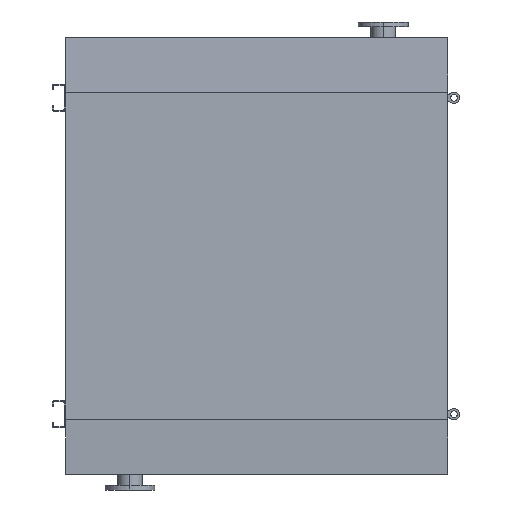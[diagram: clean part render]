
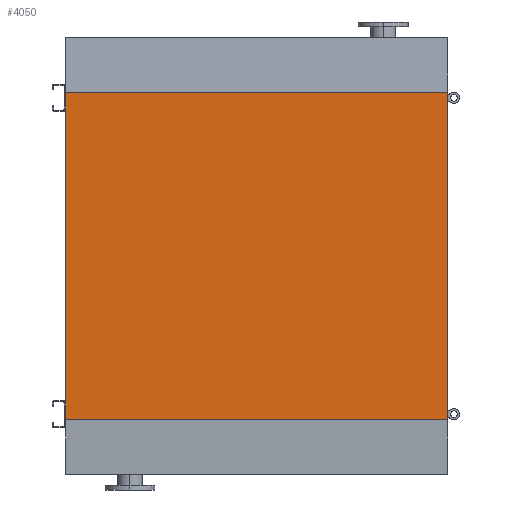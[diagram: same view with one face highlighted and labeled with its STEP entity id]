
A CAD part, front view. The second image highlights one B-rep face of the part: STEP entity #4050.
In plain terms, the highlighted planar face has unit normal (0, -1, 0).
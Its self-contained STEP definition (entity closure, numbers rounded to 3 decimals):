
#385 = CARTESIAN_POINT ( 'NONE',  ( 845., 0., -1450. ) ) ;
#503 = VERTEX_POINT ( 'NONE', #4605 ) ;
#596 = CARTESIAN_POINT ( 'NONE',  ( -845., 0., 0. ) ) ;
#820 = VERTEX_POINT ( 'NONE', #4420 ) ;
#1037 = EDGE_CURVE ( 'NONE', #820, #1699, #1496, .T. ) ;
#1153 = DIRECTION ( 'NONE',  ( 1., 0., 0. ) ) ;
#1200 = CARTESIAN_POINT ( 'NONE',  ( -845., 0., -1450. ) ) ;
#1216 = ORIENTED_EDGE ( 'NONE', *, *, #1338, .F. ) ;
#1337 = DIRECTION ( 'NONE',  ( 0., 0., -1. ) ) ;
#1338 = EDGE_CURVE ( 'NONE', #5119, #503, #2437, .T. ) ;
#1424 = VECTOR ( 'NONE', #1153, 1000. ) ;
#1496 = LINE ( 'NONE', #385, #5470 ) ;
#1699 = VERTEX_POINT ( 'NONE', #7132 ) ;
#1811 = PLANE ( 'NONE',  #4337 ) ;
#1831 = EDGE_LOOP ( 'NONE', ( #7039, #1216, #4976, #6876 ) ) ;
#1854 = DIRECTION ( 'NONE',  ( 0., 0., 1. ) ) ;
#1883 = CARTESIAN_POINT ( 'NONE',  ( -845., 0., -1450. ) ) ;
#2292 = LINE ( 'NONE', #596, #1424 ) ;
#2437 = LINE ( 'NONE', #1200, #5474 ) ;
#3658 = CARTESIAN_POINT ( 'NONE',  ( -845., 0., -1450. ) ) ;
#4050 = ADVANCED_FACE ( 'NONE', ( #6280 ), #1811, .T. ) ;
#4120 = DIRECTION ( 'NONE',  ( 0., -1., 0. ) ) ;
#4337 = AXIS2_PLACEMENT_3D ( 'NONE', #1883, #4120, #1337 ) ;
#4420 = CARTESIAN_POINT ( 'NONE',  ( 845., 0., -1450. ) ) ;
#4453 = CARTESIAN_POINT ( 'NONE',  ( -845., 0., -1450. ) ) ;
#4605 = CARTESIAN_POINT ( 'NONE',  ( -845., 0., 0. ) ) ;
#4822 = LINE ( 'NONE', #3658, #5643 ) ;
#4976 = ORIENTED_EDGE ( 'NONE', *, *, #6971, .T. ) ;
#5119 = VERTEX_POINT ( 'NONE', #4453 ) ;
#5410 = DIRECTION ( 'NONE',  ( 0., 0., 1. ) ) ;
#5470 = VECTOR ( 'NONE', #5410, 1000. ) ;
#5474 = VECTOR ( 'NONE', #1854, 1000. ) ;
#5643 = VECTOR ( 'NONE', #6969, 1000. ) ;
#6106 = EDGE_CURVE ( 'NONE', #503, #1699, #2292, .T. ) ;
#6280 = FACE_OUTER_BOUND ( 'NONE', #1831, .T. ) ;
#6876 = ORIENTED_EDGE ( 'NONE', *, *, #1037, .T. ) ;
#6969 = DIRECTION ( 'NONE',  ( 1., 0., 0. ) ) ;
#6971 = EDGE_CURVE ( 'NONE', #5119, #820, #4822, .T. ) ;
#7039 = ORIENTED_EDGE ( 'NONE', *, *, #6106, .F. ) ;
#7132 = CARTESIAN_POINT ( 'NONE',  ( 845., 0., 0. ) ) ;
